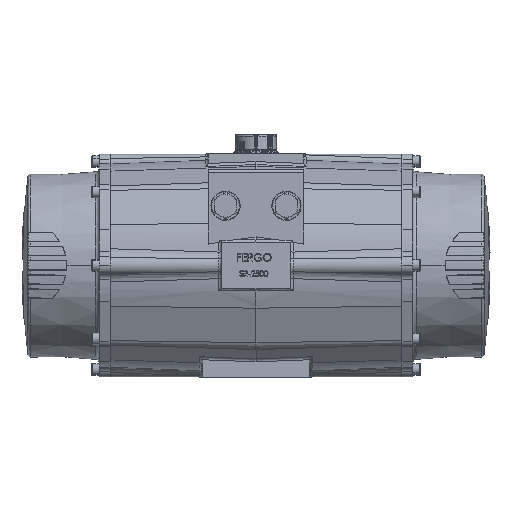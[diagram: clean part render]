
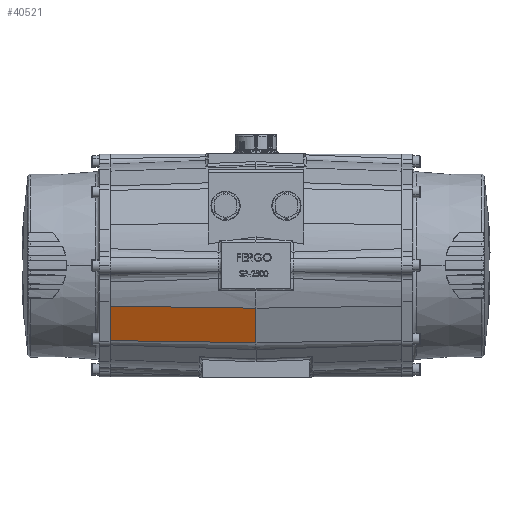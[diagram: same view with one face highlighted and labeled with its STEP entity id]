
A CAD part, top view. The second image highlights one B-rep face of the part: STEP entity #40521.
In plain terms, the highlighted planar face has unit normal (-0.035, -0.396, 0.917).
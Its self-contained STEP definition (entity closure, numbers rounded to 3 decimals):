
#424 = LINE ( 'NONE', #155847, #169155 ) ;
#7513 = ORIENTED_EDGE ( 'NONE', *, *, #62261, .F. ) ;
#14876 = VERTEX_POINT ( 'NONE', #34106 ) ;
#24236 = CARTESIAN_POINT ( 'NONE',  ( 0., -67.414, 156.097 ) ) ;
#25577 = DIRECTION ( 'NONE',  ( -0.999, 0.014, -0.032 ) ) ;
#31615 = CARTESIAN_POINT ( 'NONE',  ( -0.14, -67.412, 156.092 ) ) ;
#34106 = CARTESIAN_POINT ( 'NONE',  ( -230., -118.503, 125.284 ) ) ;
#39576 = ORIENTED_EDGE ( 'NONE', *, *, #90698, .T. ) ;
#40521 = ADVANCED_FACE ( 'NONE', ( #179003 ), #128445, .T. ) ;
#51320 = VECTOR ( 'NONE', #118293, 1000. ) ;
#60573 = CARTESIAN_POINT ( 'NONE',  ( -230., -64.229, 148.723 ) ) ;
#61950 = CARTESIAN_POINT ( 'NONE',  ( 0., -67.414, 156.097 ) ) ;
#62261 = EDGE_CURVE ( 'NONE', #160589, #164152, #135927, .T. ) ;
#67933 = EDGE_CURVE ( 'NONE', #164152, #14876, #424, .T. ) ;
#76901 = VERTEX_POINT ( 'NONE', #150772 ) ;
#81962 = DIRECTION ( 'NONE',  ( 0., -0.918, -0.396 ) ) ;
#85086 = CARTESIAN_POINT ( 'NONE',  ( 0., -121.688, 132.657 ) ) ;
#87136 = CARTESIAN_POINT ( 'NONE',  ( -0.14, -67.412, 156.092 ) ) ;
#90698 = EDGE_CURVE ( 'NONE', #76901, #14876, #173174, .T. ) ;
#93968 = VECTOR ( 'NONE', #81962, 1000. ) ;
#101495 = DIRECTION ( 'NONE',  ( -0.035, -0.396, 0.917 ) ) ;
#106085 = AXIS2_PLACEMENT_3D ( 'NONE', #31615, #101495, #157276 ) ;
#107034 = ORIENTED_EDGE ( 'NONE', *, *, #67933, .F. ) ;
#112344 = EDGE_CURVE ( 'NONE', #160589, #76901, #134219, .T. ) ;
#118293 = DIRECTION ( 'NONE',  ( 0., -0.918, -0.396 ) ) ;
#128445 = PLANE ( 'NONE',  #106085 ) ;
#128954 = DIRECTION ( 'NONE',  ( -0.999, 0.014, -0.032 ) ) ;
#130958 = ORIENTED_EDGE ( 'NONE', *, *, #112344, .T. ) ;
#134219 = LINE ( 'NONE', #87136, #145668 ) ;
#135927 = LINE ( 'NONE', #24236, #93968 ) ;
#141590 = EDGE_LOOP ( 'NONE', ( #39576, #107034, #7513, #130958 ) ) ;
#145668 = VECTOR ( 'NONE', #128954, 1000. ) ;
#150772 = CARTESIAN_POINT ( 'NONE',  ( -230., -64.229, 148.723 ) ) ;
#155847 = CARTESIAN_POINT ( 'NONE',  ( -230., -118.503, 125.284 ) ) ;
#157276 = DIRECTION ( 'NONE',  ( 0., -0.918, -0.396 ) ) ;
#160589 = VERTEX_POINT ( 'NONE', #61950 ) ;
#164152 = VERTEX_POINT ( 'NONE', #85086 ) ;
#169155 = VECTOR ( 'NONE', #25577, 1000. ) ;
#173174 = LINE ( 'NONE', #60573, #51320 ) ;
#179003 = FACE_OUTER_BOUND ( 'NONE', #141590, .T. ) ;
